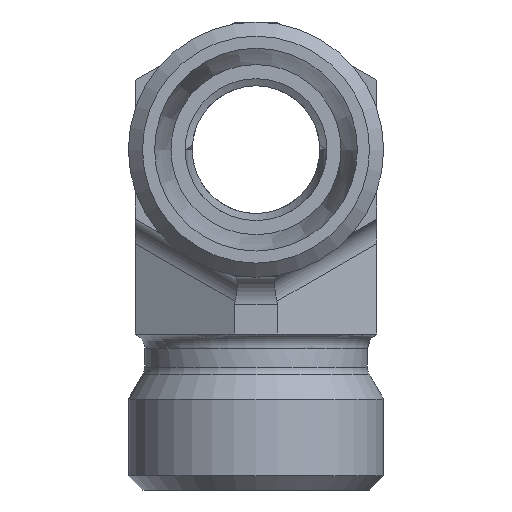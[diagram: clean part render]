
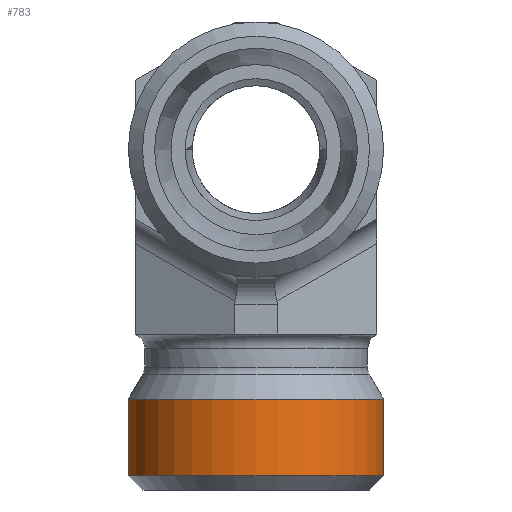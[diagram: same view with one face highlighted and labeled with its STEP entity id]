
A CAD part, front view. The second image highlights one B-rep face of the part: STEP entity #783.
In plain terms, the highlighted cylindrical face has radius 9 mm (diameter 18 mm), a full revolution.
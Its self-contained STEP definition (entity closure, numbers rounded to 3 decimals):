
#752=CARTESIAN_POINT('',(-10.185,9.544,-9.));
#753=VERTEX_POINT('',#752);
#754=CARTESIAN_POINT('',(-19.185,9.544,-9.));
#755=DIRECTION('',(0.0,0.0,-1.0));
#756=DIRECTION('',(-1.0,0.0,0.0));
#757=AXIS2_PLACEMENT_3D('',#754,#755,#756);
#758=CIRCLE('',#757,9.0);
#759=EDGE_CURVE('',#753,#753,#758,.T.);
#764=CARTESIAN_POINT('',(-19.185,9.544,-10.0));
#765=DIRECTION('',(0.,0.,1.0));
#766=DIRECTION('',(-1.0,0.0,0.0));
#767=AXIS2_PLACEMENT_3D('',#764,#765,#766);
#768=CYLINDRICAL_SURFACE('',#767,9.0);
#769=CARTESIAN_POINT('',(-28.185,9.544,-3.592));
#770=VERTEX_POINT('',#769);
#771=CARTESIAN_POINT('',(-19.185,9.544,-3.592));
#772=DIRECTION('',(0.0,0.0,-1.0));
#773=DIRECTION('',(-1.0,0.0,0.0));
#774=AXIS2_PLACEMENT_3D('',#771,#772,#773);
#775=CIRCLE('',#774,9.0);
#776=EDGE_CURVE('',#770,#770,#775,.T.);
#777=ORIENTED_EDGE('',*,*,#776,.T.);
#778=EDGE_LOOP('',(#777));
#779=FACE_OUTER_BOUND('',#778,.T.);
#780=ORIENTED_EDGE('',*,*,#759,.F.);
#781=EDGE_LOOP('',(#780));
#782=FACE_BOUND('',#781,.T.);
#783=ADVANCED_FACE('',(#779,#782),#768,.T.);
